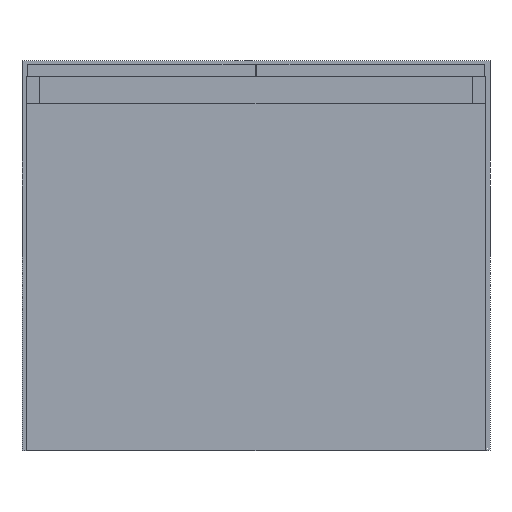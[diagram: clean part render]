
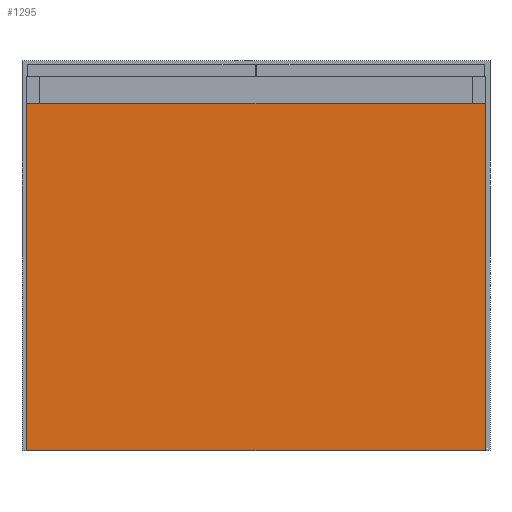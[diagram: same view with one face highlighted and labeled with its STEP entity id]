
A CAD part, front view. The second image highlights one B-rep face of the part: STEP entity #1295.
In plain terms, the highlighted planar face has unit normal (0, -1, 0).
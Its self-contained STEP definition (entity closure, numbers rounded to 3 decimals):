
#108 = LINE ( 'NONE', #2810, #3583 ) ;
#126 = DIRECTION ( 'NONE',  ( -1., 0., 0. ) ) ;
#237 = ORIENTED_EDGE ( 'NONE', *, *, #2026, .T. ) ;
#345 = LINE ( 'NONE', #398, #4025 ) ;
#398 = CARTESIAN_POINT ( 'NONE',  ( 294., -490.1, 0. ) ) ;
#525 = AXIS2_PLACEMENT_3D ( 'NONE', #709, #1154, #1135 ) ;
#709 = CARTESIAN_POINT ( 'NONE',  ( 294., -490.1, 1092.543 ) ) ;
#1135 = DIRECTION ( 'NONE',  ( 1., 0., 0. ) ) ;
#1154 = DIRECTION ( 'NONE',  ( 0., -1., 0. ) ) ;
#1195 = CARTESIAN_POINT ( 'NONE',  ( -294., -490.1, 1092.543 ) ) ;
#1295 = ADVANCED_FACE ( 'NONE', ( #1964 ), #4687, .T. ) ;
#1339 = CARTESIAN_POINT ( 'NONE',  ( 294., -490.1, 0. ) ) ;
#1441 = VECTOR ( 'NONE', #3545, 1000. ) ;
#1469 = CARTESIAN_POINT ( 'NONE',  ( 294., -490.1, 446.1 ) ) ;
#1476 = VERTEX_POINT ( 'NONE', #1339 ) ;
#1698 = CARTESIAN_POINT ( 'NONE',  ( -294., -490.1, 0. ) ) ;
#1837 = CARTESIAN_POINT ( 'NONE',  ( 294., -490.1, 1092.543 ) ) ;
#1862 = CARTESIAN_POINT ( 'NONE',  ( -294., -490.1, 446.1 ) ) ;
#1964 = FACE_OUTER_BOUND ( 'NONE', #2954, .T. ) ;
#2026 = EDGE_CURVE ( 'NONE', #2821, #2409, #2788, .T. ) ;
#2409 = VERTEX_POINT ( 'NONE', #1698 ) ;
#2632 = EDGE_CURVE ( 'NONE', #1476, #2409, #345, .T. ) ;
#2666 = DIRECTION ( 'NONE',  ( -1., 0., 0. ) ) ;
#2788 = LINE ( 'NONE', #1195, #5547 ) ;
#2810 = CARTESIAN_POINT ( 'NONE',  ( 294., -490.1, 446.1 ) ) ;
#2821 = VERTEX_POINT ( 'NONE', #1862 ) ;
#2954 = EDGE_LOOP ( 'NONE', ( #3096, #3041, #237, #3638 ) ) ;
#3041 = ORIENTED_EDGE ( 'NONE', *, *, #4801, .T. ) ;
#3048 = EDGE_CURVE ( 'NONE', #4449, #1476, #3060, .T. ) ;
#3060 = LINE ( 'NONE', #1837, #1441 ) ;
#3096 = ORIENTED_EDGE ( 'NONE', *, *, #3048, .F. ) ;
#3545 = DIRECTION ( 'NONE',  ( 0., 0., -1. ) ) ;
#3583 = VECTOR ( 'NONE', #126, 1000. ) ;
#3638 = ORIENTED_EDGE ( 'NONE', *, *, #2632, .F. ) ;
#4025 = VECTOR ( 'NONE', #2666, 1000. ) ;
#4318 = DIRECTION ( 'NONE',  ( 0., 0., -1. ) ) ;
#4449 = VERTEX_POINT ( 'NONE', #1469 ) ;
#4687 = PLANE ( 'NONE',  #525 ) ;
#4801 = EDGE_CURVE ( 'NONE', #4449, #2821, #108, .T. ) ;
#5547 = VECTOR ( 'NONE', #4318, 1000. ) ;
